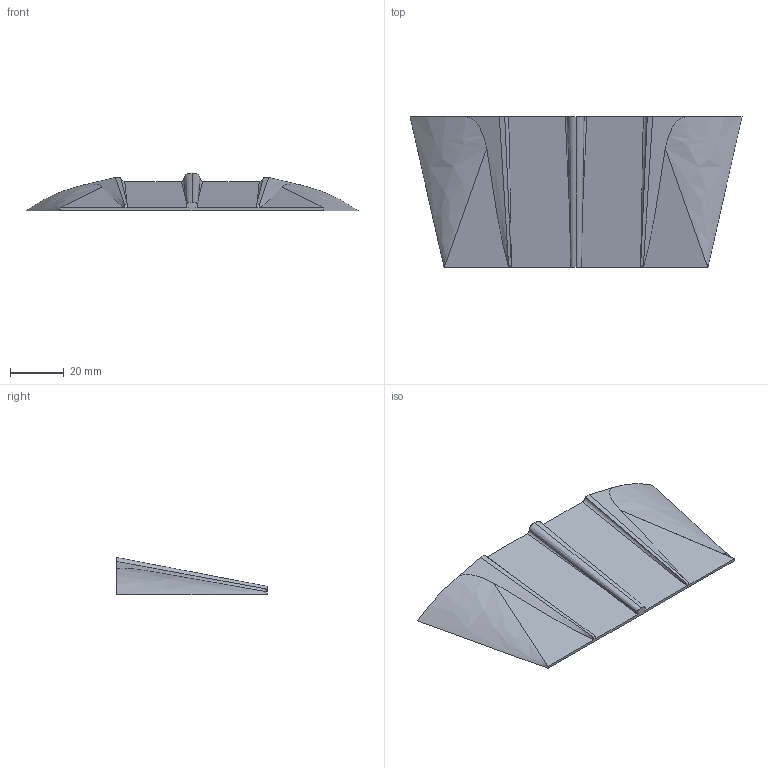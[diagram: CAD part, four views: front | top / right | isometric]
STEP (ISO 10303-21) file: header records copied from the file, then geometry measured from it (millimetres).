
FILE_DESCRIPTION(/* description */ (''),/* implementation_level */ '2;1');
FILE_NAME(/* name */ 'HAWK_roof_noze.step',/* time_stamp */ '2022-10-29T18:49:28+02:00',/* author */ (''),/* organization */ (''),/* preprocessor_version */ 'ST-DEVELOPER v19.2',/* originating_system */ 'Autodesk Translation Framework v11.17.0.187',/* authorisation */ '');
FILE_SCHEMA (('AUTOMOTIVE_DESIGN { 1 0 10303 214 3 1 1 }'));
Length unit declared in the file: millimetre
Products named in the file (1): HAWK
Bounding box: 123.38 x 56 x 13.8 mm (x, y, z)
Volume: 8982.4 mm3; surface area: 13388.4 mm2
Topology: 1 solids, 1 shells, 25 faces, 75 edges, 52 vertices
Faces by surface type: bspline 12, plane 11, cylinder 2
Entity records: 1368 total; most frequent: CARTESIAN_POINT 670, ORIENTED_EDGE 154, DIRECTION 101, EDGE_CURVE 77, LINE 57, VECTOR 57, VERTEX_POINT 52, FACE_OUTER_BOUND 25
